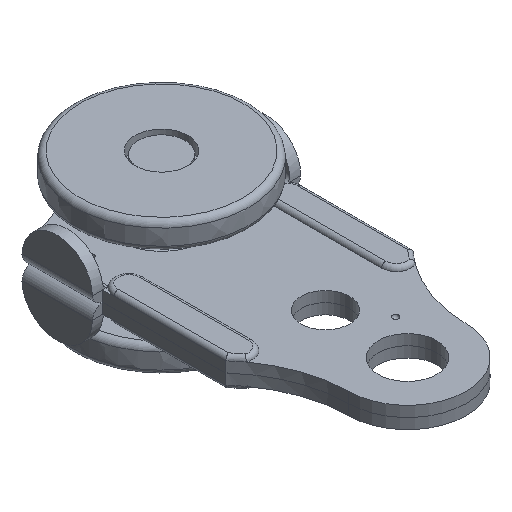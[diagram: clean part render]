
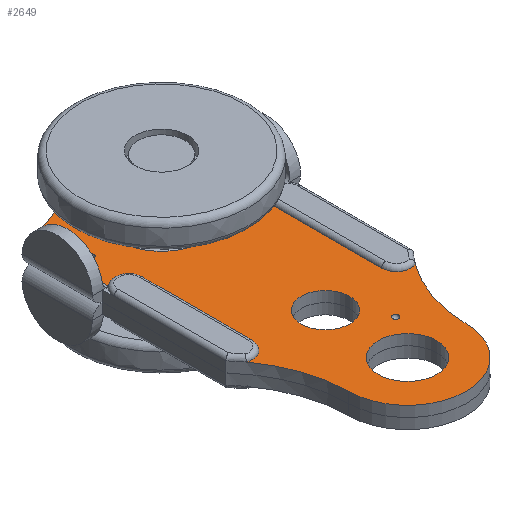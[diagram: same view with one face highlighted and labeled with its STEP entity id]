
A CAD part, isometric view. The second image highlights one B-rep face of the part: STEP entity #2649.
In plain terms, the highlighted planar face has unit normal (0, 0, 1).
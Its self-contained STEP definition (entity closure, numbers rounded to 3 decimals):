
#40=FACE_BOUND('',#789,.T.);
#41=FACE_BOUND('',#790,.T.);
#42=FACE_BOUND('',#791,.T.);
#43=FACE_BOUND('',#792,.T.);
#44=FACE_BOUND('',#793,.T.);
#96=PLANE('',#2898);
#223=LINE('',#4355,#377);
#224=LINE('',#4373,#378);
#225=LINE('',#4377,#379);
#226=LINE('',#4379,#380);
#227=LINE('',#4383,#381);
#228=LINE('',#4394,#382);
#377=VECTOR('',#3396,10.);
#378=VECTOR('',#3411,10.);
#379=VECTOR('',#3414,10.);
#380=VECTOR('',#3415,10.);
#381=VECTOR('',#3418,10.);
#382=VECTOR('',#3429,10.);
#618=FACE_OUTER_BOUND('',#788,.T.);
#788=EDGE_LOOP('',(#1976,#1977,#1978,#1979,#1980,#1981,#1982,#1983,#1984,
#1985,#1986,#1987,#1988,#1989));
#789=EDGE_LOOP('',(#1990));
#790=EDGE_LOOP('',(#1991));
#791=EDGE_LOOP('',(#1992));
#792=EDGE_LOOP('',(#1993));
#793=EDGE_LOOP('',(#1994));
#974=CIRCLE('',#2883,0.5);
#976=CIRCLE('',#2886,0.5);
#980=CIRCLE('',#2893,2.5);
#985=CIRCLE('',#2899,28.103);
#986=CIRCLE('',#2900,2.5);
#987=CIRCLE('',#2901,2.5);
#988=CIRCLE('',#2902,22.755);
#989=CIRCLE('',#2903,10.);
#990=CIRCLE('',#2904,22.755);
#991=CIRCLE('',#2905,2.5);
#992=CIRCLE('',#2906,4.12);
#993=CIRCLE('',#2907,5.);
#994=CIRCLE('',#2908,7.5);
#1176=VERTEX_POINT('',#4310);
#1178=VERTEX_POINT('',#4315);
#1183=VERTEX_POINT('',#4326);
#1186=VERTEX_POINT('',#4344);
#1188=VERTEX_POINT('',#4362);
#1192=VERTEX_POINT('',#4372);
#1193=VERTEX_POINT('',#4374);
#1194=VERTEX_POINT('',#4376);
#1195=VERTEX_POINT('',#4378);
#1196=VERTEX_POINT('',#4380);
#1197=VERTEX_POINT('',#4382);
#1198=VERTEX_POINT('',#4384);
#1199=VERTEX_POINT('',#4386);
#1200=VERTEX_POINT('',#4388);
#1201=VERTEX_POINT('',#4390);
#1202=VERTEX_POINT('',#4392);
#1203=VERTEX_POINT('',#4395);
#1204=VERTEX_POINT('',#4397);
#1205=VERTEX_POINT('',#4399);
#1462=EDGE_CURVE('',#1176,#1176,#974,.T.);
#1464=EDGE_CURVE('',#1178,#1178,#976,.T.);
#1472=EDGE_CURVE('',#1186,#1183,#223,.T.);
#1474=EDGE_CURVE('',#1188,#1183,#980,.T.);
#1479=EDGE_CURVE('',#1186,#1192,#224,.T.);
#1480=EDGE_CURVE('',#1193,#1192,#985,.T.);
#1481=EDGE_CURVE('',#1193,#1194,#225,.T.);
#1482=EDGE_CURVE('',#1195,#1194,#226,.T.);
#1483=EDGE_CURVE('',#1195,#1196,#986,.T.);
#1484=EDGE_CURVE('',#1196,#1197,#227,.T.);
#1485=EDGE_CURVE('',#1197,#1198,#987,.T.);
#1486=EDGE_CURVE('',#1199,#1198,#988,.T.);
#1487=EDGE_CURVE('',#1200,#1199,#989,.T.);
#1488=EDGE_CURVE('',#1201,#1200,#990,.T.);
#1489=EDGE_CURVE('',#1201,#1202,#991,.T.);
#1490=EDGE_CURVE('',#1202,#1188,#228,.T.);
#1491=EDGE_CURVE('',#1203,#1203,#992,.T.);
#1492=EDGE_CURVE('',#1204,#1204,#993,.T.);
#1493=EDGE_CURVE('',#1205,#1205,#994,.T.);
#1976=ORIENTED_EDGE('',*,*,#1472,.F.);
#1977=ORIENTED_EDGE('',*,*,#1479,.T.);
#1978=ORIENTED_EDGE('',*,*,#1480,.F.);
#1979=ORIENTED_EDGE('',*,*,#1481,.T.);
#1980=ORIENTED_EDGE('',*,*,#1482,.F.);
#1981=ORIENTED_EDGE('',*,*,#1483,.T.);
#1982=ORIENTED_EDGE('',*,*,#1484,.T.);
#1983=ORIENTED_EDGE('',*,*,#1485,.T.);
#1984=ORIENTED_EDGE('',*,*,#1486,.F.);
#1985=ORIENTED_EDGE('',*,*,#1487,.F.);
#1986=ORIENTED_EDGE('',*,*,#1488,.F.);
#1987=ORIENTED_EDGE('',*,*,#1489,.T.);
#1988=ORIENTED_EDGE('',*,*,#1490,.T.);
#1989=ORIENTED_EDGE('',*,*,#1474,.T.);
#1990=ORIENTED_EDGE('',*,*,#1462,.T.);
#1991=ORIENTED_EDGE('',*,*,#1464,.T.);
#1992=ORIENTED_EDGE('',*,*,#1491,.T.);
#1993=ORIENTED_EDGE('',*,*,#1492,.T.);
#1994=ORIENTED_EDGE('',*,*,#1493,.F.);
#2649=ADVANCED_FACE('',(#618,#40,#41,#42,#43,#44),#96,.F.);
#2883=AXIS2_PLACEMENT_3D('',#4311,#3377,#3378);
#2886=AXIS2_PLACEMENT_3D('',#4316,#3383,#3384);
#2893=AXIS2_PLACEMENT_3D('',#4363,#3399,#3400);
#2898=AXIS2_PLACEMENT_3D('',#4371,#3409,#3410);
#2899=AXIS2_PLACEMENT_3D('',#4375,#3412,#3413);
#2900=AXIS2_PLACEMENT_3D('',#4381,#3416,#3417);
#2901=AXIS2_PLACEMENT_3D('',#4385,#3419,#3420);
#2902=AXIS2_PLACEMENT_3D('',#4387,#3421,#3422);
#2903=AXIS2_PLACEMENT_3D('',#4389,#3423,#3424);
#2904=AXIS2_PLACEMENT_3D('',#4391,#3425,#3426);
#2905=AXIS2_PLACEMENT_3D('',#4393,#3427,#3428);
#2906=AXIS2_PLACEMENT_3D('',#4396,#3430,#3431);
#2907=AXIS2_PLACEMENT_3D('',#4398,#3432,#3433);
#2908=AXIS2_PLACEMENT_3D('',#4400,#3434,#3435);
#3377=DIRECTION('center_axis',(0.,0.,-1.));
#3378=DIRECTION('ref_axis',(0.,-1.,0.));
#3383=DIRECTION('center_axis',(0.,0.,-1.));
#3384=DIRECTION('ref_axis',(0.,-1.,0.));
#3396=DIRECTION('',(0.,-1.,0.));
#3399=DIRECTION('center_axis',(0.,0.,-1.));
#3400=DIRECTION('ref_axis',(-1.,0.,0.));
#3409=DIRECTION('center_axis',(0.,0.,-1.));
#3410=DIRECTION('ref_axis',(-1.,0.,0.));
#3411=DIRECTION('',(1.,0.,0.));
#3412=DIRECTION('center_axis',(0.,0.,-1.));
#3413=DIRECTION('ref_axis',(-0.569,0.822,0.));
#3414=DIRECTION('',(1.,0.,0.));
#3415=DIRECTION('',(0.,1.,0.));
#3416=DIRECTION('center_axis',(0.,0.,-1.));
#3417=DIRECTION('ref_axis',(1.,0.,0.));
#3418=DIRECTION('',(0.,-1.,0.));
#3419=DIRECTION('center_axis',(0.,0.,-1.));
#3420=DIRECTION('ref_axis',(-0.374,-0.927,0.));
#3421=DIRECTION('center_axis',(0.,0.,1.));
#3422=DIRECTION('ref_axis',(-0.736,-0.677,0.));
#3423=DIRECTION('center_axis',(0.,0.,-1.));
#3424=DIRECTION('ref_axis',(1.,0.,0.));
#3425=DIRECTION('center_axis',(0.,0.,1.));
#3426=DIRECTION('ref_axis',(1.,-0.018,0.));
#3427=DIRECTION('center_axis',(0.,0.,-1.));
#3428=DIRECTION('ref_axis',(0.374,-0.927,0.));
#3429=DIRECTION('',(0.,1.,0.));
#3430=DIRECTION('center_axis',(0.,0.,-1.));
#3431=DIRECTION('ref_axis',(1.,0.,0.));
#3432=DIRECTION('center_axis',(0.,0.,-1.));
#3433=DIRECTION('ref_axis',(1.,0.,0.));
#3434=DIRECTION('center_axis',(0.,0.,1.));
#3435=DIRECTION('ref_axis',(-1.,0.,0.));
#4310=CARTESIAN_POINT('',(662.011,131.121,3.6));
#4311=CARTESIAN_POINT('Origin',(661.511,131.121,3.6));
#4315=CARTESIAN_POINT('',(645.011,166.114,3.6));
#4316=CARTESIAN_POINT('Origin',(644.511,166.114,3.6));
#4326=CARTESIAN_POINT('',(671.511,160.187,3.6));
#4344=CARTESIAN_POINT('',(671.511,172.117,3.6));
#4355=CARTESIAN_POINT('',(671.511,157.496,3.6));
#4362=CARTESIAN_POINT('',(667.511,158.187,3.6));
#4363=CARTESIAN_POINT('Origin',(670.011,158.187,3.6));
#4371=CARTESIAN_POINT('Origin',(643.024,148.874,3.6));
#4372=CARTESIAN_POINT('',(672.511,172.117,3.6));
#4373=CARTESIAN_POINT('',(672.511,172.117,3.6));
#4374=CARTESIAN_POINT('',(640.511,172.117,3.6));
#4375=CARTESIAN_POINT('Origin',(656.511,149.014,3.6));
#4376=CARTESIAN_POINT('',(641.511,172.117,3.6));
#4377=CARTESIAN_POINT('',(640.511,172.117,3.6));
#4378=CARTESIAN_POINT('',(641.511,160.187,3.6));
#4379=CARTESIAN_POINT('',(641.511,157.496,3.6));
#4380=CARTESIAN_POINT('',(645.511,158.187,3.6));
#4381=CARTESIAN_POINT('Origin',(643.011,158.187,3.6));
#4382=CARTESIAN_POINT('',(645.511,139.537,3.6));
#4383=CARTESIAN_POINT('',(645.511,153.531,3.6));
#4384=CARTESIAN_POINT('',(642.075,137.219,3.6));
#4385=CARTESIAN_POINT('Origin',(643.011,139.537,3.6));
#4386=CARTESIAN_POINT('',(646.511,124.117,3.6));
#4387=CARTESIAN_POINT('Origin',(623.759,123.717,3.6));
#4388=CARTESIAN_POINT('',(666.511,124.117,3.6));
#4389=CARTESIAN_POINT('Origin',(656.511,124.117,3.6));
#4390=CARTESIAN_POINT('',(670.946,137.219,3.6));
#4391=CARTESIAN_POINT('Origin',(689.262,123.717,3.6));
#4392=CARTESIAN_POINT('',(667.511,139.537,3.6));
#4393=CARTESIAN_POINT('Origin',(670.011,139.537,3.6));
#4394=CARTESIAN_POINT('',(667.511,153.531,3.6));
#4395=CARTESIAN_POINT('',(652.391,138.117,3.6));
#4396=CARTESIAN_POINT('Origin',(656.511,138.117,3.6));
#4397=CARTESIAN_POINT('',(651.511,124.117,3.6));
#4398=CARTESIAN_POINT('Origin',(656.511,124.117,3.6));
#4399=CARTESIAN_POINT('',(664.011,166.117,3.6));
#4400=CARTESIAN_POINT('Origin',(656.511,166.117,3.6));
